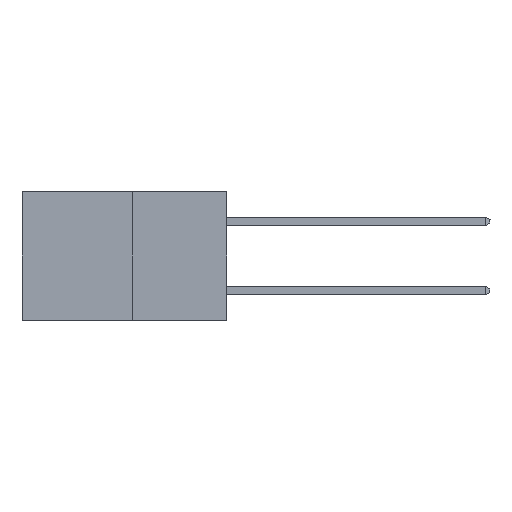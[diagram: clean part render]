
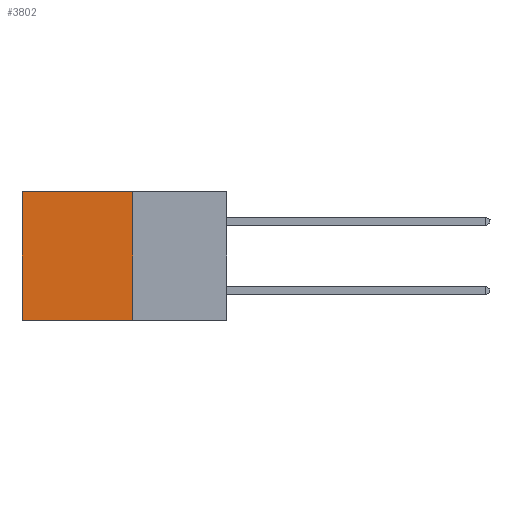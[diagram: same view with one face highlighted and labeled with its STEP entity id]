
A CAD part, left-side view. The second image highlights one B-rep face of the part: STEP entity #3802.
In plain terms, the highlighted planar face has unit normal (-1, 0, 0).
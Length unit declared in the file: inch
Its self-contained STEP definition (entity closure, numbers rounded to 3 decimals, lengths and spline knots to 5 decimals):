
#325 = CARTESIAN_POINT ( 'NONE',  ( 0.277, 0.27, -0.37 ) ) ;
#338 = DIRECTION ( 'NONE',  ( 0., 1., 0. ) ) ;
#492 = VECTOR ( 'NONE', #7211, 39.37008 ) ;
#1398 = VECTOR ( 'NONE', #7563, 39.37008 ) ;
#1484 = VERTEX_POINT ( 'NONE', #6572 ) ;
#1695 = CARTESIAN_POINT ( 'NONE',  ( 0.277, 0.27, -0.37 ) ) ;
#1726 = ORIENTED_EDGE ( 'NONE', *, *, #2092, .T. ) ;
#1947 = CARTESIAN_POINT ( 'NONE',  ( 0.277, 0.27, 0. ) ) ;
#2079 = AXIS2_PLACEMENT_3D ( 'NONE', #1695, #5521, #3400 ) ;
#2092 = EDGE_CURVE ( 'NONE', #7174, #5889, #3227, .T. ) ;
#2180 = EDGE_LOOP ( 'NONE', ( #5073, #6795, #8354, #1726 ) ) ;
#2262 = LINE ( 'NONE', #8140, #492 ) ;
#2287 = CARTESIAN_POINT ( 'NONE',  ( 0.277, 0.59, 0. ) ) ;
#2390 = PLANE ( 'NONE',  #2079 ) ;
#2686 = EDGE_CURVE ( 'NONE', #7174, #4236, #2262, .T. ) ;
#3173 = LINE ( 'NONE', #7583, #1398 ) ;
#3227 = LINE ( 'NONE', #1947, #4819 ) ;
#3400 = DIRECTION ( 'NONE',  ( 0., 0., -1. ) ) ;
#3802 = ADVANCED_FACE ( 'NONE', ( #4352 ), #2390, .F. ) ;
#4057 = CARTESIAN_POINT ( 'NONE',  ( 0.277, 0.27, -0.37 ) ) ;
#4236 = VERTEX_POINT ( 'NONE', #4057 ) ;
#4352 = FACE_OUTER_BOUND ( 'NONE', #2180, .T. ) ;
#4819 = VECTOR ( 'NONE', #6262, 39.37008 ) ;
#5073 = ORIENTED_EDGE ( 'NONE', *, *, #5251, .T. ) ;
#5102 = VECTOR ( 'NONE', #338, 39.37008 ) ;
#5160 = CARTESIAN_POINT ( 'NONE',  ( 0.277, 0.27, 0. ) ) ;
#5251 = EDGE_CURVE ( 'NONE', #5889, #1484, #3173, .T. ) ;
#5521 = DIRECTION ( 'NONE',  ( 1., 0., 0. ) ) ;
#5889 = VERTEX_POINT ( 'NONE', #2287 ) ;
#6262 = DIRECTION ( 'NONE',  ( 0., 1., 0. ) ) ;
#6572 = CARTESIAN_POINT ( 'NONE',  ( 0.277, 0.59, -0.37 ) ) ;
#6795 = ORIENTED_EDGE ( 'NONE', *, *, #7809, .F. ) ;
#7174 = VERTEX_POINT ( 'NONE', #5160 ) ;
#7211 = DIRECTION ( 'NONE',  ( 0., 0., -1. ) ) ;
#7563 = DIRECTION ( 'NONE',  ( 0., 0., -1. ) ) ;
#7583 = CARTESIAN_POINT ( 'NONE',  ( 0.277, 0.59, -0.37 ) ) ;
#7809 = EDGE_CURVE ( 'NONE', #4236, #1484, #8201, .T. ) ;
#8140 = CARTESIAN_POINT ( 'NONE',  ( 0.277, 0.27, -0.37 ) ) ;
#8201 = LINE ( 'NONE', #325, #5102 ) ;
#8354 = ORIENTED_EDGE ( 'NONE', *, *, #2686, .F. ) ;
